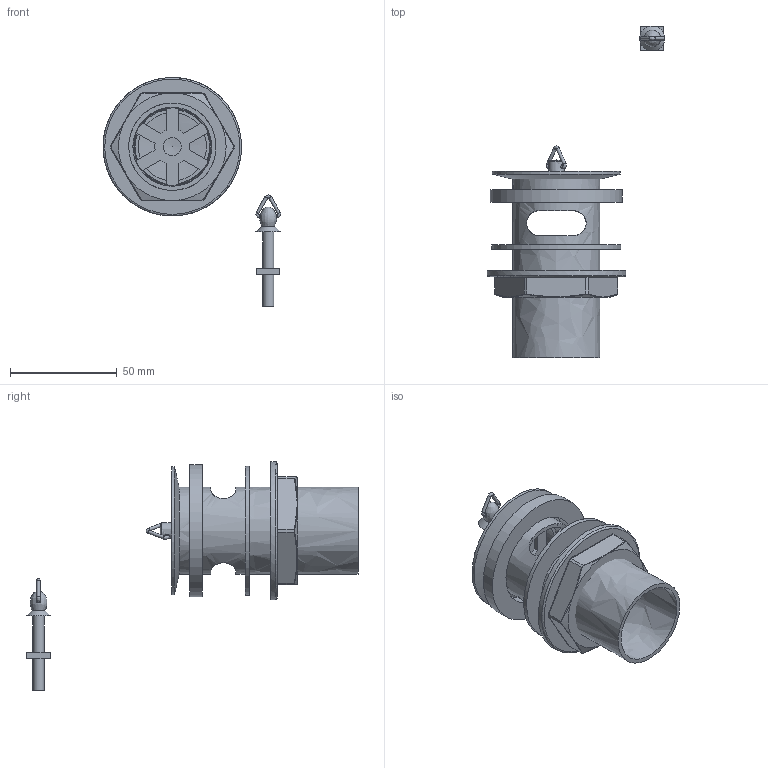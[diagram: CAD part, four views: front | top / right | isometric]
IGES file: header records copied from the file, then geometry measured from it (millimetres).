
Global section: file name: VA60; native system: Autodesk Inventor 2018; preprocessor: unknown; author: mblakey; date: 20170906.134459; units: millimetre
Bounding box: 83.43 x 155.85 x 107.49 mm (x, y, z)
Volume: 56860.5 mm3; surface area: 47791.4 mm2
Topology: 10 solids, 10 shells, 151 faces, 384 edges, 251 vertices
Faces by surface type: bspline 151
